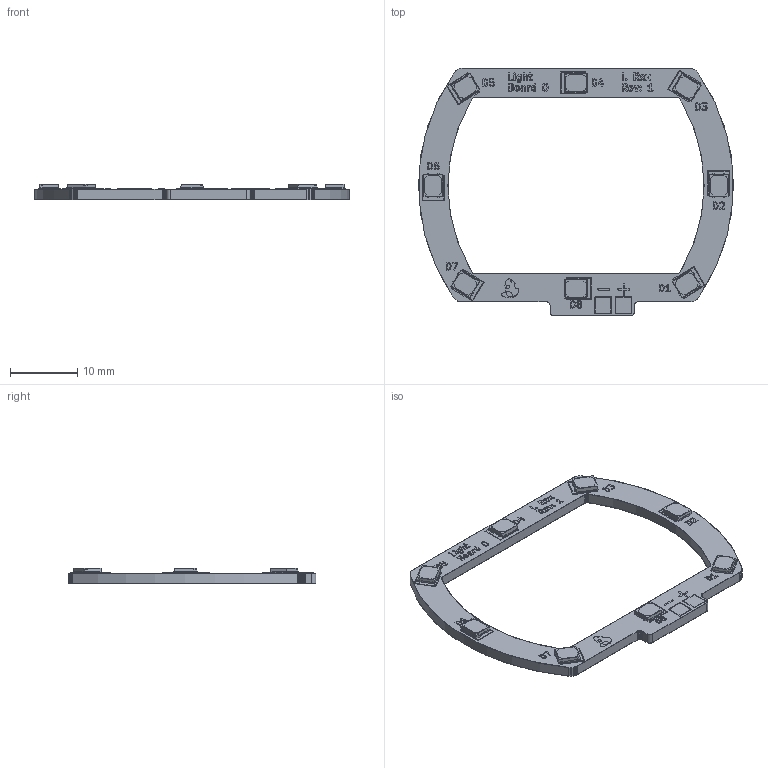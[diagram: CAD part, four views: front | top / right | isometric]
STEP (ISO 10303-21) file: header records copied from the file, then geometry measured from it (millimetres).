
FILE_DESCRIPTION(('KiCad electronic assembly'),'2;1');
FILE_NAME('Light Board - O.step','2025-08-30T12:04:45',('Pcbnew'),( 'Kicad'),'Open CASCADE STEP processor 7.8','KiCad to STEP converter' ,'Unknown');
FILE_SCHEMA(('AUTOMOTIVE_DESIGN { 1 0 10303 214 1 1 1 1 }'));
Length unit declared in the file: millimetre
Products named in the file (6): Light Board - O 1; LED_Cree_J-Series_SMD2835_2.8x3.5mm; Light Board - O 1.1.1; Light Board - O_silkscreen; Light Board - O_soldermask; Light Board - O_PCB
Assembly tree (12 placements, depth 3):
  Light Board - O 1
    LED_Cree_J-Series_SMD2835_2.8x3.5mm  x8
      Light Board - O 1.1.1
    Light Board - O_silkscreen
    Light Board - O_soldermask
    Light Board - O_PCB
Bounding box: 46.76 x 36.79 x 2.36 mm (x, y, z)
Volume: 942 mm3; surface area: 3231.8 mm2
Topology: 33 solids, 88 shells, 1529 faces, 5288 edges, 3872 vertices
Faces by surface type: plane 1171, cylinder 358
Entity records: 19324 total; most frequent: CARTESIAN_POINT 3933, DIRECTION 2952, ORIENTED_EDGE 2672, EDGE_CURVE 1928, VERTEX_POINT 1674, LINE 1566, VECTOR 1566, AXIS2_PLACEMENT_3D 693
